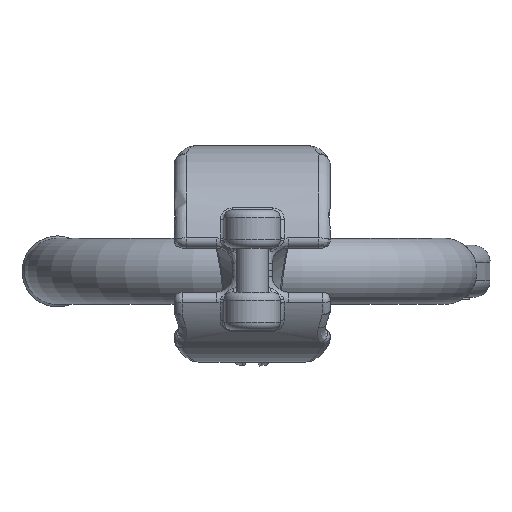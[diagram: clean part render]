
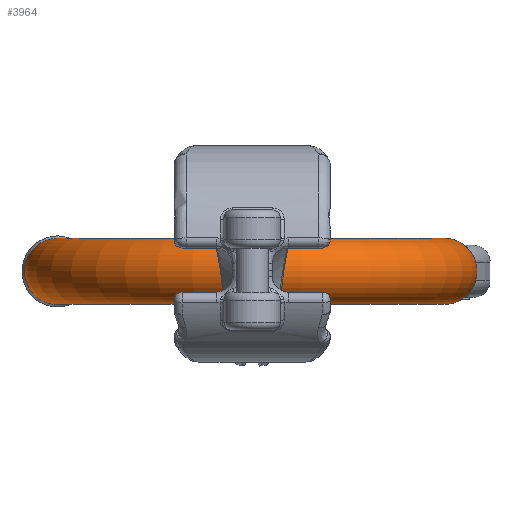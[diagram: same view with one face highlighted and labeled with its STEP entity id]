
A CAD part, front view. The second image highlights one B-rep face of the part: STEP entity #3964.
In plain terms, the highlighted toroidal (fillet/blend) face has major radius 48.25 mm and minor radius 8.25 mm.
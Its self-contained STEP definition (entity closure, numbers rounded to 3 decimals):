
#237=TOROIDAL_SURFACE('',#11542,48.25,8.25);
#3964=ADVANCED_FACE('',(#4276,#4277),#237,.T.);
#4276=FACE_BOUND('',#4817,.T.);
#4277=FACE_BOUND('',#4818,.T.);
#4817=EDGE_LOOP('',(#7471));
#4818=EDGE_LOOP('',(#7472));
#7471=ORIENTED_EDGE('',*,*,#10373,.F.);
#7472=ORIENTED_EDGE('',*,*,#10372,.T.);
#8932=VERTEX_POINT('',#21886);
#8933=VERTEX_POINT('',#21889);
#10372=EDGE_CURVE('',#8932,#8932,#10876,.T.);
#10373=EDGE_CURVE('',#8933,#8933,#10877,.T.);
#10876=CIRCLE('',#11533,8.25);
#10877=CIRCLE('',#11535,8.25);
#11533=AXIS2_PLACEMENT_3D('',#21885,#13505,#13506);
#11535=AXIS2_PLACEMENT_3D('',#21888,#13509,#13510);
#11542=AXIS2_PLACEMENT_3D('',#21899,#13523,#13524);
#13505=DIRECTION('',(0.,-1.,0.));
#13506=DIRECTION('',(-1.,0.,0.));
#13509=DIRECTION('',(0.,1.,0.));
#13510=DIRECTION('',(1.,0.,0.));
#13523=DIRECTION('',(0.,0.,1.));
#13524=DIRECTION('',(1.,0.,0.));
#21885=CARTESIAN_POINT('',(47.569,-30.,0.));
#21886=CARTESIAN_POINT('',(39.319,-30.,0.));
#21888=CARTESIAN_POINT('',(-48.931,-30.,0.));
#21889=CARTESIAN_POINT('',(-40.681,-30.,0.));
#21899=CARTESIAN_POINT('',(-0.681,-30.,0.));
